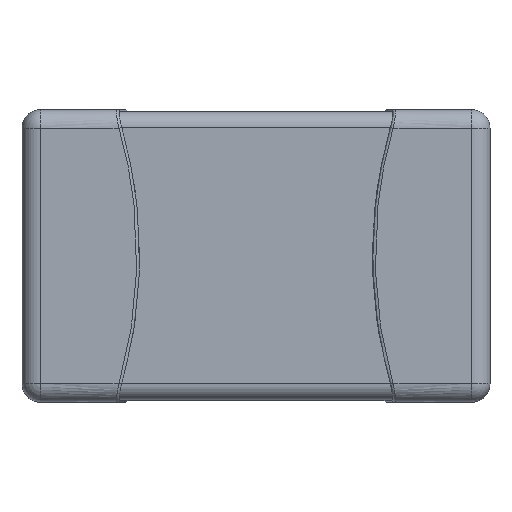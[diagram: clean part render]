
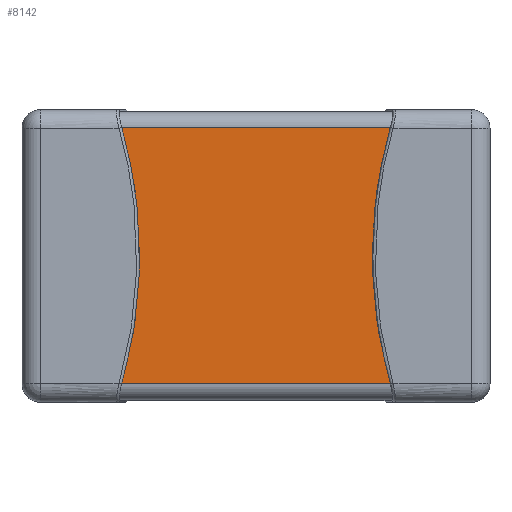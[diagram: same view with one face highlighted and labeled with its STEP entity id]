
A CAD part, top view. The second image highlights one B-rep face of the part: STEP entity #8142.
In plain terms, the highlighted planar face has unit normal (0, 0, 1).
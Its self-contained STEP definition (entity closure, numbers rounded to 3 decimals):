
#7567 = EDGE_CURVE('',#7568,#7570,#7572,.T.);
#7568 = VERTEX_POINT('',#7569);
#7569 = CARTESIAN_POINT('',(-0.9,-0.547,0.8));
#7570 = VERTEX_POINT('',#7571);
#7571 = CARTESIAN_POINT('',(0.9,-0.547,0.8));
#7572 = SURFACE_CURVE('',#7573,(#7577,#7589),.PCURVE_S1.);
#7573 = LINE('',#7574,#7575);
#7574 = CARTESIAN_POINT('',(-0.9,-0.547,0.8));
#7575 = VECTOR('',#7576,1.);
#7576 = DIRECTION('',(1.,0.,0.));
#7577 = PCURVE('',#7578,#7583);
#7578 = CYLINDRICAL_SURFACE('',#7579,0.068);
#7579 = AXIS2_PLACEMENT_3D('',#7580,#7581,#7582);
#7580 = CARTESIAN_POINT('',(-0.9,-0.547,0.732));
#7581 = DIRECTION('',(-1.,0.,0.));
#7582 = DIRECTION('',(0.,1.,0.));
#7583 = DEFINITIONAL_REPRESENTATION('',(#7584),#7588);
#7584 = LINE('',#7585,#7586);
#7585 = CARTESIAN_POINT('',(-1.571,0.));
#7586 = VECTOR('',#7587,1.);
#7587 = DIRECTION('',(-0.,-1.));
#7588 = ( GEOMETRIC_REPRESENTATION_CONTEXT(2) 
PARAMETRIC_REPRESENTATION_CONTEXT() REPRESENTATION_CONTEXT('2D SPACE',''
  ) );
#7589 = PCURVE('',#7590,#7595);
#7590 = PLANE('',#7591);
#7591 = AXIS2_PLACEMENT_3D('',#7592,#7593,#7594);
#7592 = CARTESIAN_POINT('',(-0.9,-0.547,0.8));
#7593 = DIRECTION('',(0.,0.,1.));
#7594 = DIRECTION('',(0.,1.,0.));
#7595 = DEFINITIONAL_REPRESENTATION('',(#7596),#7600);
#7596 = LINE('',#7597,#7598);
#7597 = CARTESIAN_POINT('',(0.,0.));
#7598 = VECTOR('',#7599,1.);
#7599 = DIRECTION('',(0.,-1.));
#7600 = ( GEOMETRIC_REPRESENTATION_CONTEXT(2) 
PARAMETRIC_REPRESENTATION_CONTEXT() REPRESENTATION_CONTEXT('2D SPACE',''
  ) );
#7619 = PLANE('',#7620);
#7620 = AXIS2_PLACEMENT_3D('',#7621,#7622,#7623);
#7621 = CARTESIAN_POINT('',(0.9,0.,0.41));
#7622 = DIRECTION('',(1.,0.,0.));
#7623 = DIRECTION('',(0.,1.,0.));
#7674 = PLANE('',#7675);
#7675 = AXIS2_PLACEMENT_3D('',#7676,#7677,#7678);
#7676 = CARTESIAN_POINT('',(-0.9,0.,0.41));
#7677 = DIRECTION('',(1.,0.,0.));
#7678 = DIRECTION('',(0.,1.,0.));
#8015 = CYLINDRICAL_SURFACE('',#8016,0.068);
#8016 = AXIS2_PLACEMENT_3D('',#8017,#8018,#8019);
#8017 = CARTESIAN_POINT('',(-0.9,0.547,0.732));
#8018 = DIRECTION('',(-1.,0.,0.));
#8019 = DIRECTION('',(0.,1.,0.));
#8075 = VERTEX_POINT('',#8076);
#8076 = CARTESIAN_POINT('',(0.9,0.547,0.8));
#8098 = EDGE_CURVE('',#8099,#8075,#8101,.T.);
#8099 = VERTEX_POINT('',#8100);
#8100 = CARTESIAN_POINT('',(-0.9,0.547,0.8));
#8101 = SURFACE_CURVE('',#8102,(#8106,#8113),.PCURVE_S1.);
#8102 = LINE('',#8103,#8104);
#8103 = CARTESIAN_POINT('',(-0.9,0.547,0.8));
#8104 = VECTOR('',#8105,1.);
#8105 = DIRECTION('',(1.,0.,0.));
#8106 = PCURVE('',#8015,#8107);
#8107 = DEFINITIONAL_REPRESENTATION('',(#8108),#8112);
#8108 = LINE('',#8109,#8110);
#8109 = CARTESIAN_POINT('',(-1.571,0.));
#8110 = VECTOR('',#8111,1.);
#8111 = DIRECTION('',(-0.,-1.));
#8112 = ( GEOMETRIC_REPRESENTATION_CONTEXT(2) 
PARAMETRIC_REPRESENTATION_CONTEXT() REPRESENTATION_CONTEXT('2D SPACE',''
  ) );
#8113 = PCURVE('',#7590,#8114);
#8114 = DEFINITIONAL_REPRESENTATION('',(#8115),#8119);
#8115 = LINE('',#8116,#8117);
#8116 = CARTESIAN_POINT('',(1.094,0.));
#8117 = VECTOR('',#8118,1.);
#8118 = DIRECTION('',(0.,-1.));
#8119 = ( GEOMETRIC_REPRESENTATION_CONTEXT(2) 
PARAMETRIC_REPRESENTATION_CONTEXT() REPRESENTATION_CONTEXT('2D SPACE',''
  ) );
#8142 = ADVANCED_FACE('',(#8143),#7590,.T.);
#8143 = FACE_BOUND('',#8144,.T.);
#8144 = EDGE_LOOP('',(#8145,#8146,#8167,#8168));
#8145 = ORIENTED_EDGE('',*,*,#7567,.T.);
#8146 = ORIENTED_EDGE('',*,*,#8147,.T.);
#8147 = EDGE_CURVE('',#7570,#8075,#8148,.T.);
#8148 = SURFACE_CURVE('',#8149,(#8153,#8160),.PCURVE_S1.);
#8149 = LINE('',#8150,#8151);
#8150 = CARTESIAN_POINT('',(0.9,-0.547,0.8));
#8151 = VECTOR('',#8152,1.);
#8152 = DIRECTION('',(0.,1.,0.));
#8153 = PCURVE('',#7590,#8154);
#8154 = DEFINITIONAL_REPRESENTATION('',(#8155),#8159);
#8155 = LINE('',#8156,#8157);
#8156 = CARTESIAN_POINT('',(0.,-1.8));
#8157 = VECTOR('',#8158,1.);
#8158 = DIRECTION('',(1.,0.));
#8159 = ( GEOMETRIC_REPRESENTATION_CONTEXT(2) 
PARAMETRIC_REPRESENTATION_CONTEXT() REPRESENTATION_CONTEXT('2D SPACE',''
  ) );
#8160 = PCURVE('',#7619,#8161);
#8161 = DEFINITIONAL_REPRESENTATION('',(#8162),#8166);
#8162 = LINE('',#8163,#8164);
#8163 = CARTESIAN_POINT('',(-0.547,0.39));
#8164 = VECTOR('',#8165,1.);
#8165 = DIRECTION('',(1.,0.));
#8166 = ( GEOMETRIC_REPRESENTATION_CONTEXT(2) 
PARAMETRIC_REPRESENTATION_CONTEXT() REPRESENTATION_CONTEXT('2D SPACE',''
  ) );
#8167 = ORIENTED_EDGE('',*,*,#8098,.F.);
#8168 = ORIENTED_EDGE('',*,*,#8169,.F.);
#8169 = EDGE_CURVE('',#7568,#8099,#8170,.T.);
#8170 = SURFACE_CURVE('',#8171,(#8175,#8182),.PCURVE_S1.);
#8171 = LINE('',#8172,#8173);
#8172 = CARTESIAN_POINT('',(-0.9,-0.547,0.8));
#8173 = VECTOR('',#8174,1.);
#8174 = DIRECTION('',(0.,1.,0.));
#8175 = PCURVE('',#7590,#8176);
#8176 = DEFINITIONAL_REPRESENTATION('',(#8177),#8181);
#8177 = LINE('',#8178,#8179);
#8178 = CARTESIAN_POINT('',(0.,0.));
#8179 = VECTOR('',#8180,1.);
#8180 = DIRECTION('',(1.,0.));
#8181 = ( GEOMETRIC_REPRESENTATION_CONTEXT(2) 
PARAMETRIC_REPRESENTATION_CONTEXT() REPRESENTATION_CONTEXT('2D SPACE',''
  ) );
#8182 = PCURVE('',#7674,#8183);
#8183 = DEFINITIONAL_REPRESENTATION('',(#8184),#8188);
#8184 = LINE('',#8185,#8186);
#8185 = CARTESIAN_POINT('',(-0.547,0.39));
#8186 = VECTOR('',#8187,1.);
#8187 = DIRECTION('',(1.,0.));
#8188 = ( GEOMETRIC_REPRESENTATION_CONTEXT(2) 
PARAMETRIC_REPRESENTATION_CONTEXT() REPRESENTATION_CONTEXT('2D SPACE',''
  ) );
